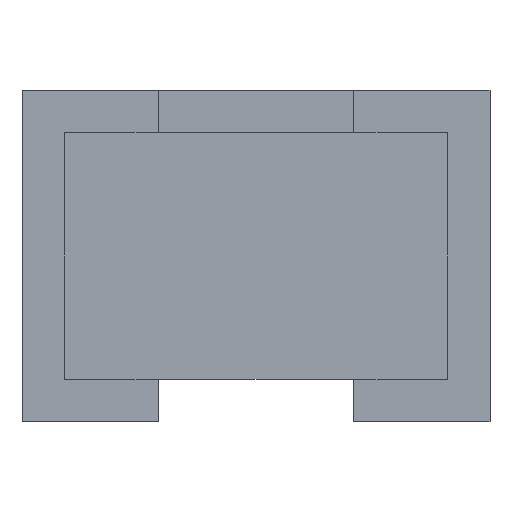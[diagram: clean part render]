
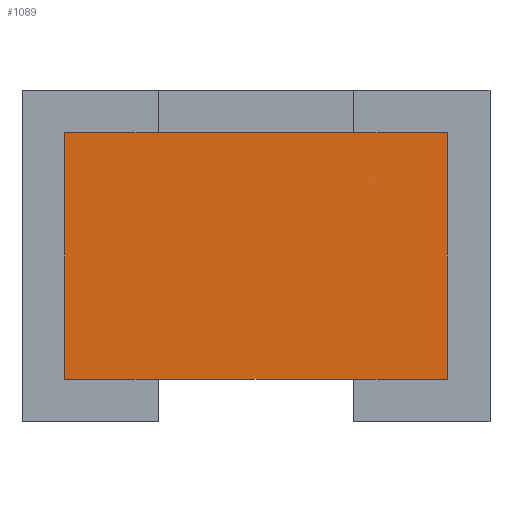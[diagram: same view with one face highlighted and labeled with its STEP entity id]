
A CAD part, front view. The second image highlights one B-rep face of the part: STEP entity #1089.
In plain terms, the highlighted planar face has unit normal (0, -1, 0).
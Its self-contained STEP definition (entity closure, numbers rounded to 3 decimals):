
#63=FACE_OUTER_BOUND('',#127,.T.);
#127=EDGE_LOOP('',(#813,#814,#815,#816));
#227=LINE('',#1604,#371);
#228=LINE('',#1607,#372);
#229=LINE('',#1609,#373);
#230=LINE('',#1610,#374);
#371=VECTOR('',#1307,0.29);
#372=VECTOR('',#1310,0.45);
#373=VECTOR('',#1311,0.45);
#374=VECTOR('',#1312,0.29);
#497=VERTEX_POINT('',#1600);
#498=VERTEX_POINT('',#1602);
#499=VERTEX_POINT('',#1606);
#500=VERTEX_POINT('',#1608);
#615=EDGE_CURVE('',#497,#498,#227,.T.);
#616=EDGE_CURVE('',#499,#497,#228,.T.);
#617=EDGE_CURVE('',#500,#498,#229,.T.);
#618=EDGE_CURVE('',#499,#500,#230,.T.);
#813=ORIENTED_EDGE('',*,*,#616,.T.);
#814=ORIENTED_EDGE('',*,*,#615,.T.);
#815=ORIENTED_EDGE('',*,*,#617,.F.);
#816=ORIENTED_EDGE('',*,*,#618,.F.);
#1027=PLANE('',#1161);
#1089=ADVANCED_FACE('',(#63),#1027,.T.);
#1161=AXIS2_PLACEMENT_3D('',#1605,#1308,#1309);
#1307=DIRECTION('',(0.,0.,1.));
#1308=DIRECTION('center_axis',(0.,-1.,0.));
#1309=DIRECTION('ref_axis',(1.,0.,0.));
#1310=DIRECTION('',(1.,0.,0.));
#1311=DIRECTION('',(1.,0.,0.));
#1312=DIRECTION('',(0.,0.,1.));
#1600=CARTESIAN_POINT('',(0.225,-0.475,0.05));
#1602=CARTESIAN_POINT('',(0.225,-0.475,0.34));
#1604=CARTESIAN_POINT('',(0.225,-0.475,0.05));
#1605=CARTESIAN_POINT('Origin',(-0.325,-0.475,0.05));
#1606=CARTESIAN_POINT('',(-0.225,-0.475,0.05));
#1607=CARTESIAN_POINT('',(-0.325,-0.475,0.05));
#1608=CARTESIAN_POINT('',(-0.225,-0.475,0.34));
#1609=CARTESIAN_POINT('',(-0.325,-0.475,0.34));
#1610=CARTESIAN_POINT('',(-0.225,-0.475,0.05));
